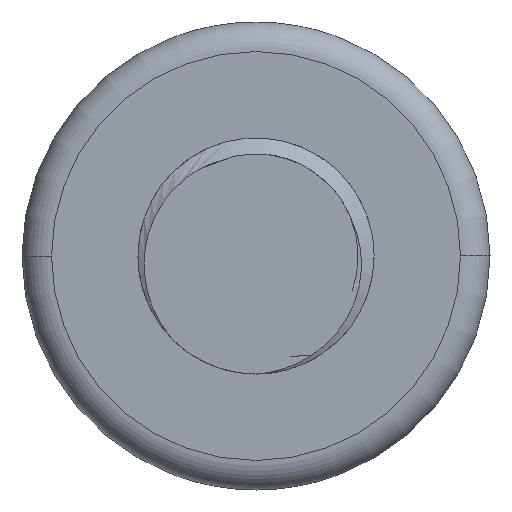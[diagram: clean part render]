
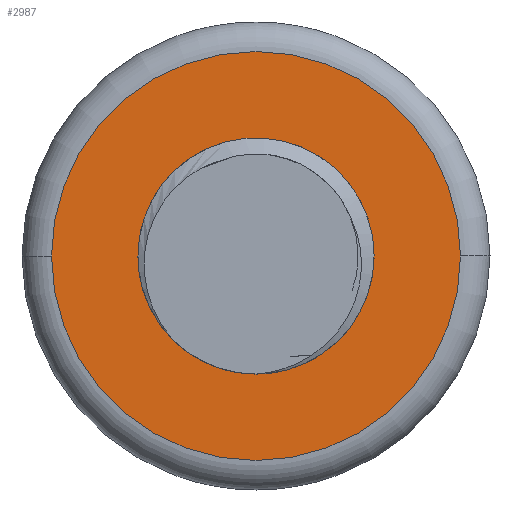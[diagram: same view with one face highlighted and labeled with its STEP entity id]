
A CAD part, left-side view. The second image highlights one B-rep face of the part: STEP entity #2987.
In plain terms, the highlighted planar face has unit normal (-1, 0, 0).
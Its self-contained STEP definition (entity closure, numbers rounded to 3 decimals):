
#444 = AXIS2_PLACEMENT_3D ( 'NONE', #3627, #4651, #2798 ) ;
#554 = CARTESIAN_POINT ( 'NONE',  ( 22., 0., 0. ) ) ;
#555 = EDGE_CURVE ( 'NONE', #3001, #5357, #1746, .T. ) ;
#734 = DIRECTION ( 'NONE',  ( 1., 0., 0. ) ) ;
#773 = ORIENTED_EDGE ( 'NONE', *, *, #5553, .T. ) ;
#1074 = AXIS2_PLACEMENT_3D ( 'NONE', #554, #1104, #2171 ) ;
#1104 = DIRECTION ( 'NONE',  ( -1., 0., 0. ) ) ;
#1221 = VERTEX_POINT ( 'NONE', #1722 ) ;
#1296 = FACE_BOUND ( 'NONE', #1431, .T. ) ;
#1431 = EDGE_LOOP ( 'NONE', ( #2867, #3896 ) ) ;
#1722 = CARTESIAN_POINT ( 'NONE',  ( 22., 2.828, -2.828 ) ) ;
#1746 = CIRCLE ( 'NONE', #3231, 6.928 ) ;
#1957 = CARTESIAN_POINT ( 'NONE',  ( 22., 0., 0. ) ) ;
#2072 = AXIS2_PLACEMENT_3D ( 'NONE', #3252, #734, #4481 ) ;
#2171 = DIRECTION ( 'NONE',  ( 0., -1., 0. ) ) ;
#2577 = DIRECTION ( 'NONE',  ( 0., -1., 0. ) ) ;
#2798 = DIRECTION ( 'NONE',  ( 0., 1., 0. ) ) ;
#2867 = ORIENTED_EDGE ( 'NONE', *, *, #5462, .F. ) ;
#2972 = CARTESIAN_POINT ( 'NONE',  ( 22., -6.928, 0. ) ) ;
#2985 = DIRECTION ( 'NONE',  ( 0., 1., 0. ) ) ;
#2987 = ADVANCED_FACE ( 'NONE', ( #4252, #1296 ), #3750, .F. ) ;
#3001 = VERTEX_POINT ( 'NONE', #3177 ) ;
#3177 = CARTESIAN_POINT ( 'NONE',  ( 22., 6.928, 0. ) ) ;
#3197 = AXIS2_PLACEMENT_3D ( 'NONE', #4172, #5658, #2577 ) ;
#3231 = AXIS2_PLACEMENT_3D ( 'NONE', #1957, #5967, #2985 ) ;
#3252 = CARTESIAN_POINT ( 'NONE',  ( 22., 4., 0. ) ) ;
#3627 = CARTESIAN_POINT ( 'NONE',  ( 22., 0., 0. ) ) ;
#3750 = PLANE ( 'NONE',  #2072 ) ;
#3896 = ORIENTED_EDGE ( 'NONE', *, *, #3913, .F. ) ;
#3913 = EDGE_CURVE ( 'NONE', #6164, #1221, #5803, .T. ) ;
#4172 = CARTESIAN_POINT ( 'NONE',  ( 22., 0., 0. ) ) ;
#4252 = FACE_OUTER_BOUND ( 'NONE', #5118, .T. ) ;
#4481 = DIRECTION ( 'NONE',  ( 0., 1., 0. ) ) ;
#4651 = DIRECTION ( 'NONE',  ( -1., 0., 0. ) ) ;
#4979 = CIRCLE ( 'NONE', #1074, 4. ) ;
#5118 = EDGE_LOOP ( 'NONE', ( #5761, #773 ) ) ;
#5357 = VERTEX_POINT ( 'NONE', #2972 ) ;
#5462 = EDGE_CURVE ( 'NONE', #1221, #6164, #4979, .T. ) ;
#5553 = EDGE_CURVE ( 'NONE', #5357, #3001, #6114, .T. ) ;
#5658 = DIRECTION ( 'NONE',  ( -1., 0., 0. ) ) ;
#5761 = ORIENTED_EDGE ( 'NONE', *, *, #555, .T. ) ;
#5803 = CIRCLE ( 'NONE', #3197, 4. ) ;
#5967 = DIRECTION ( 'NONE',  ( -1., 0., 0. ) ) ;
#6114 = CIRCLE ( 'NONE', #444, 6.928 ) ;
#6164 = VERTEX_POINT ( 'NONE', #6232 ) ;
#6232 = CARTESIAN_POINT ( 'NONE',  ( 22., 0., -4. ) ) ;
